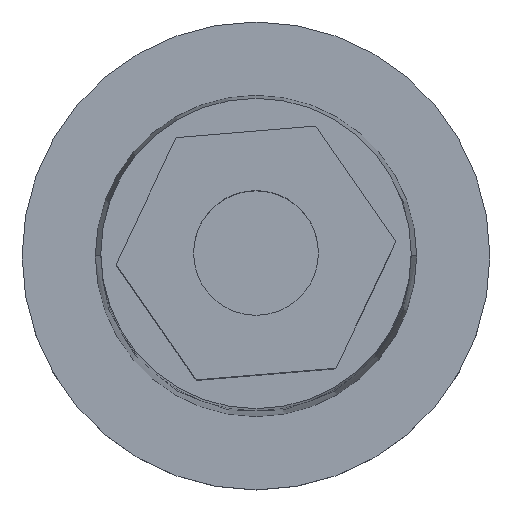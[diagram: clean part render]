
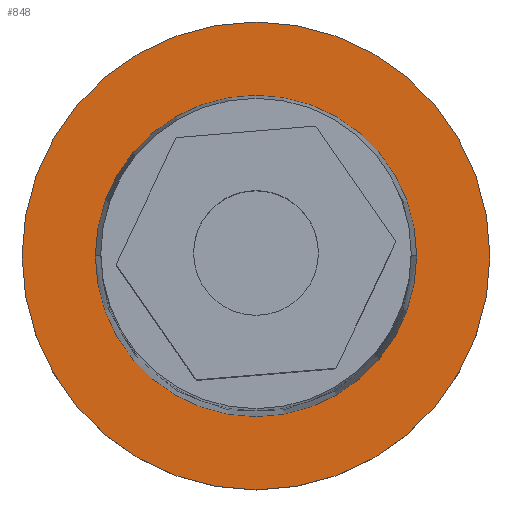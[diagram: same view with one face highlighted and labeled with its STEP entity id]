
A CAD part, top view. The second image highlights one B-rep face of the part: STEP entity #848.
In plain terms, the highlighted planar face has unit normal (0, 0, 1).
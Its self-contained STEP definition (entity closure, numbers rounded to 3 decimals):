
#33 = EDGE_CURVE ( 'NONE', #534, #736, #62, .T. ) ;
#41 = CARTESIAN_POINT ( 'NONE',  ( -7.5, 0., 0. ) ) ;
#51 = AXIS2_PLACEMENT_3D ( 'NONE', #455, #444, #111 ) ;
#62 = CIRCLE ( 'NONE', #297, 7.5 ) ;
#67 = CARTESIAN_POINT ( 'NONE',  ( -5.15, 0., 0. ) ) ;
#91 = PLANE ( 'NONE',  #406 ) ;
#111 = DIRECTION ( 'NONE',  ( 1., 0., 0. ) ) ;
#118 = DIRECTION ( 'NONE',  ( 0., 0., -1. ) ) ;
#120 = CIRCLE ( 'NONE', #346, 5.15 ) ;
#143 = EDGE_CURVE ( 'NONE', #736, #534, #540, .T. ) ;
#149 = VERTEX_POINT ( 'NONE', #448 ) ;
#158 = FACE_OUTER_BOUND ( 'NONE', #164, .T. ) ;
#164 = EDGE_LOOP ( 'NONE', ( #298, #344 ) ) ;
#165 = FACE_BOUND ( 'NONE', #537, .T. ) ;
#283 = DIRECTION ( 'NONE',  ( 0., 0., -1. ) ) ;
#297 = AXIS2_PLACEMENT_3D ( 'NONE', #710, #118, #591 ) ;
#298 = ORIENTED_EDGE ( 'NONE', *, *, #143, .F. ) ;
#307 = CIRCLE ( 'NONE', #51, 5.15 ) ;
#328 = DIRECTION ( 'NONE',  ( 0., 0., -1. ) ) ;
#344 = ORIENTED_EDGE ( 'NONE', *, *, #33, .F. ) ;
#346 = AXIS2_PLACEMENT_3D ( 'NONE', #721, #409, #784 ) ;
#405 = CARTESIAN_POINT ( 'NONE',  ( 0., 0., 0. ) ) ;
#406 = AXIS2_PLACEMENT_3D ( 'NONE', #671, #283, #818 ) ;
#409 = DIRECTION ( 'NONE',  ( 0., 0., 1. ) ) ;
#444 = DIRECTION ( 'NONE',  ( 0., 0., 1. ) ) ;
#448 = CARTESIAN_POINT ( 'NONE',  ( 5.15, 0., 0. ) ) ;
#455 = CARTESIAN_POINT ( 'NONE',  ( 0., 0., 0. ) ) ;
#534 = VERTEX_POINT ( 'NONE', #41 ) ;
#537 = EDGE_LOOP ( 'NONE', ( #792, #812 ) ) ;
#540 = CIRCLE ( 'NONE', #568, 7.5 ) ;
#568 = AXIS2_PLACEMENT_3D ( 'NONE', #405, #328, #852 ) ;
#580 = EDGE_CURVE ( 'NONE', #149, #770, #307, .T. ) ;
#591 = DIRECTION ( 'NONE',  ( -1., 0., 0. ) ) ;
#671 = CARTESIAN_POINT ( 'NONE',  ( 0., 0., 0. ) ) ;
#699 = EDGE_CURVE ( 'NONE', #770, #149, #120, .T. ) ;
#710 = CARTESIAN_POINT ( 'NONE',  ( 0., 0., 0. ) ) ;
#721 = CARTESIAN_POINT ( 'NONE',  ( 0., 0., 0. ) ) ;
#736 = VERTEX_POINT ( 'NONE', #849 ) ;
#770 = VERTEX_POINT ( 'NONE', #67 ) ;
#784 = DIRECTION ( 'NONE',  ( 1., 0., 0. ) ) ;
#792 = ORIENTED_EDGE ( 'NONE', *, *, #580, .F. ) ;
#812 = ORIENTED_EDGE ( 'NONE', *, *, #699, .F. ) ;
#818 = DIRECTION ( 'NONE',  ( -1., 0., 0. ) ) ;
#848 = ADVANCED_FACE ( 'NONE', ( #165, #158 ), #91, .F. ) ;
#849 = CARTESIAN_POINT ( 'NONE',  ( 7.5, 0., 0. ) ) ;
#852 = DIRECTION ( 'NONE',  ( -1., 0., 0. ) ) ;
